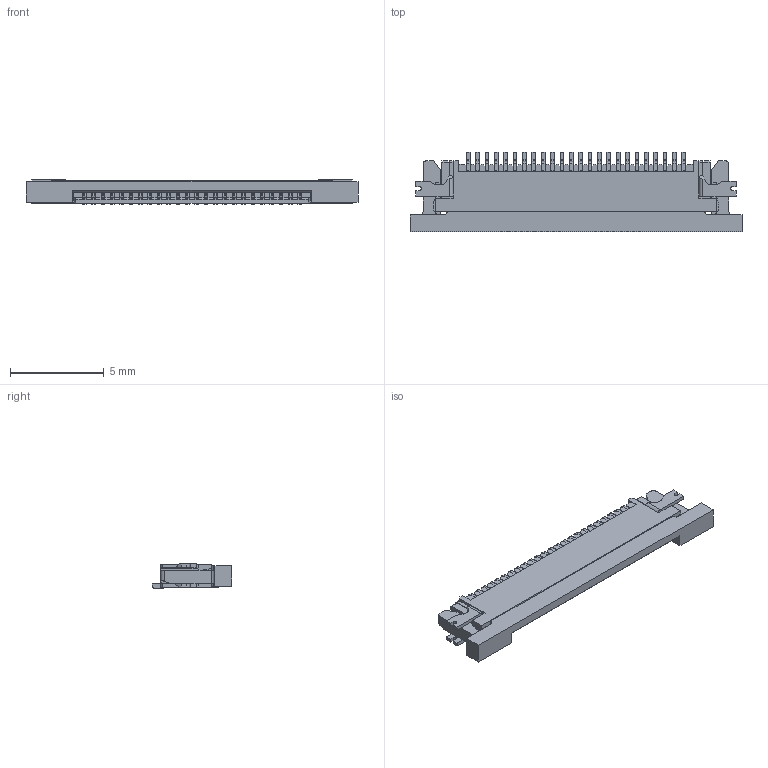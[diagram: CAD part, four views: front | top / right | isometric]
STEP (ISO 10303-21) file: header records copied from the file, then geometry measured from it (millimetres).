
FILE_DESCRIPTION(/* description */ ('Unknown'),/* implementation_level */ '2;1');
FILE_NAME(/* name */ '687124183722',/* time_stamp */ '2017-02-27T10:48:37+01:00',/* author */ ('Unknown'),/* organization */ ('Unknown'),/* preprocessor_version */ 'ST-DEVELOPER v16.7',/* originating_system */ 'DEX',/* authorisation */ $);
FILE_SCHEMA (('AUTOMOTIVE_DESIGN {1 0 10303 214 3 1 1}'));
Length unit declared in the file: millimetre
Products named in the file (6): 6871xx183722; 68x124183x22; 68X1XX183X22_Pin_Bottom; 68x124183x22_Actuator; 68X1XX183X22_Solder_Pad; 68X1xx183x22_Solder_Pad2
Assembly tree (28 placements, depth 2):
  6871xx183722
    68x124183x22
    68X1XX183X22_Pin_Bottom  x24
    68x124183x22_Actuator
    68X1XX183X22_Solder_Pad
    68X1xx183x22_Solder_Pad2
Bounding box: 17.7 x 4.25 x 1.29 mm (x, y, z)
Volume: 53.7 mm3; surface area: 468.5 mm2
Topology: 28 solids, 28 shells, 1763 faces, 5273 edges, 3472 vertices
Faces by surface type: plane 1248, cylinder 513, bspline 2
Entity records: 30986 total; most frequent: ORIENTED_EDGE 5578, CARTESIAN_POINT 5549, DIRECTION 4957, EDGE_CURVE 2789, LINE 2445, VECTOR 2445, VERTEX_POINT 1816, AXIS2_PLACEMENT_3D 1256
